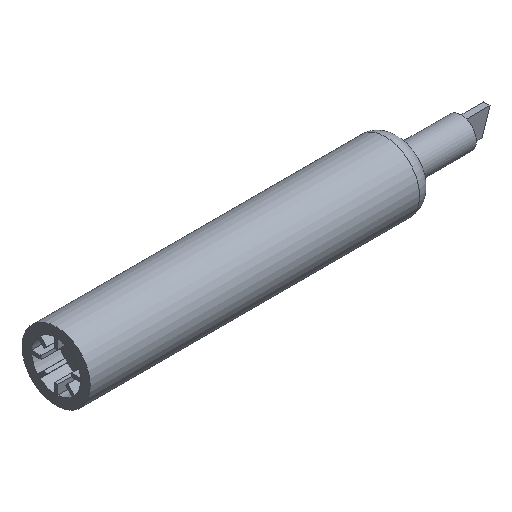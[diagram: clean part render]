
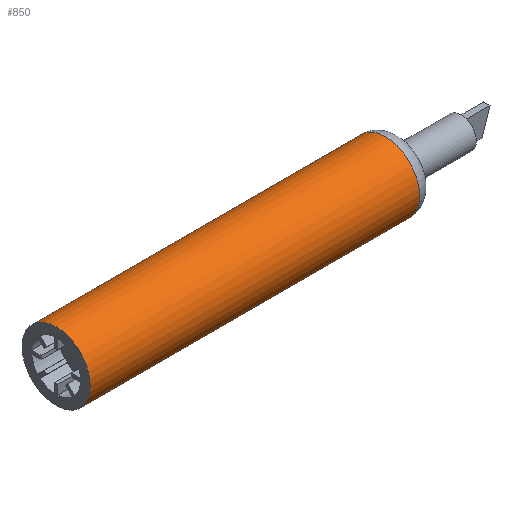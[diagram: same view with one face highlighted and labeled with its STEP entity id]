
A CAD part, isometric view. The second image highlights one B-rep face of the part: STEP entity #850.
In plain terms, the highlighted cylindrical face has radius 9.207 mm (diameter 18.415 mm), a full revolution.
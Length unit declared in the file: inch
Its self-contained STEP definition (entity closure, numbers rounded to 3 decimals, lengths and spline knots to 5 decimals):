
#16=FACE_BOUND('',#128,.T.);
#36=CIRCLE('',#932,0.3625);
#37=CIRCLE('',#933,0.3625);
#48=CYLINDRICAL_SURFACE('',#931,0.3625);
#83=FACE_OUTER_BOUND('',#127,.T.);
#127=EDGE_LOOP('',(#674));
#128=EDGE_LOOP('',(#675));
#390=VERTEX_POINT('',#1363);
#391=VERTEX_POINT('',#1365);
#498=EDGE_CURVE('',#390,#390,#36,.T.);
#499=EDGE_CURVE('',#391,#391,#37,.T.);
#674=ORIENTED_EDGE('',*,*,#498,.F.);
#675=ORIENTED_EDGE('',*,*,#499,.T.);
#850=ADVANCED_FACE('',(#83,#16),#48,.T.);
#931=AXIS2_PLACEMENT_3D('',#1362,#1126,#1127);
#932=AXIS2_PLACEMENT_3D('',#1364,#1128,#1129);
#933=AXIS2_PLACEMENT_3D('',#1366,#1130,#1131);
#1126=DIRECTION('center_axis',(1.,0.,0.));
#1127=DIRECTION('ref_axis',(0.,1.,0.));
#1128=DIRECTION('center_axis',(1.,0.,0.));
#1129=DIRECTION('ref_axis',(0.,0.,-1.));
#1130=DIRECTION('center_axis',(1.,0.,0.));
#1131=DIRECTION('ref_axis',(0.,0.,-1.));
#1362=CARTESIAN_POINT('Origin',(1.75,0.,0.));
#1363=CARTESIAN_POINT('',(3.5,0.3625,0.));
#1364=CARTESIAN_POINT('Origin',(3.5,0.,0.));
#1365=CARTESIAN_POINT('',(0.,0.3625,0.));
#1366=CARTESIAN_POINT('Origin',(0.,0.,0.));
